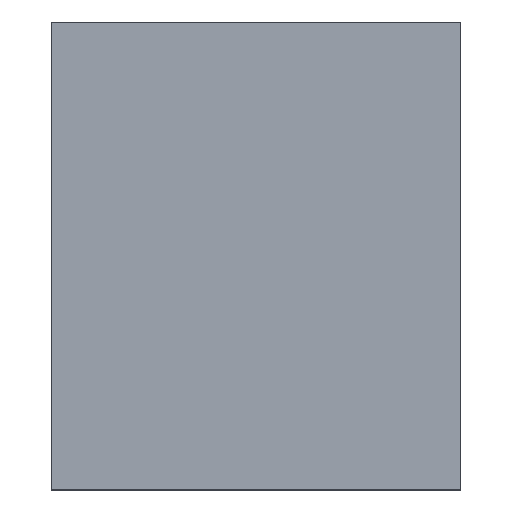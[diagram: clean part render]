
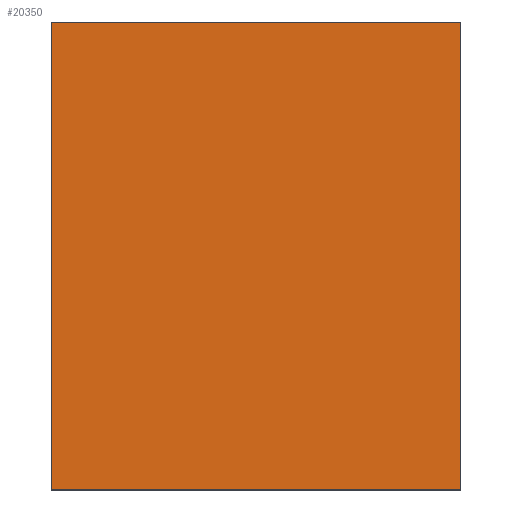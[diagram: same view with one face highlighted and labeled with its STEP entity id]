
A CAD part, top view. The second image highlights one B-rep face of the part: STEP entity #20350.
In plain terms, the highlighted planar face has unit normal (0, 0, 1).
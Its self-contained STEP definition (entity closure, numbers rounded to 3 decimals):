
#20036 = VERTEX_POINT('',#20037);
#20037 = CARTESIAN_POINT('',(-3.5,4.,0.787));
#20044 = PLANE('',#20045);
#20045 = AXIS2_PLACEMENT_3D('',#20046,#20047,#20048);
#20046 = CARTESIAN_POINT('',(-3.5,4.,0.));
#20047 = DIRECTION('',(0.,1.,0.));
#20048 = DIRECTION('',(1.,0.,0.));
#20056 = PLANE('',#20057);
#20057 = AXIS2_PLACEMENT_3D('',#20058,#20059,#20060);
#20058 = CARTESIAN_POINT('',(-3.5,-4.,0.));
#20059 = DIRECTION('',(-1.,0.,0.));
#20060 = DIRECTION('',(0.,1.,0.));
#20068 = EDGE_CURVE('',#20036,#20069,#20071,.T.);
#20069 = VERTEX_POINT('',#20070);
#20070 = CARTESIAN_POINT('',(3.5,4.,0.787));
#20071 = SURFACE_CURVE('',#20072,(#20076,#20083),.PCURVE_S1.);
#20072 = LINE('',#20073,#20074);
#20073 = CARTESIAN_POINT('',(-3.5,4.,0.787));
#20074 = VECTOR('',#20075,1.);
#20075 = DIRECTION('',(1.,0.,0.));
#20076 = PCURVE('',#20044,#20077);
#20077 = DEFINITIONAL_REPRESENTATION('',(#20078),#20082);
#20078 = LINE('',#20079,#20080);
#20079 = CARTESIAN_POINT('',(0.,-0.787));
#20080 = VECTOR('',#20081,1.);
#20081 = DIRECTION('',(1.,0.));
#20082 = ( GEOMETRIC_REPRESENTATION_CONTEXT(2) 
PARAMETRIC_REPRESENTATION_CONTEXT() REPRESENTATION_CONTEXT('2D SPACE',''
  ) );
#20083 = PCURVE('',#20084,#20089);
#20084 = PLANE('',#20085);
#20085 = AXIS2_PLACEMENT_3D('',#20086,#20087,#20088);
#20086 = CARTESIAN_POINT('',(0.,0.,0.787));
#20087 = DIRECTION('',(0.,0.,-1.));
#20088 = DIRECTION('',(-1.,0.,0.));
#20089 = DEFINITIONAL_REPRESENTATION('',(#20090),#20094);
#20090 = LINE('',#20091,#20092);
#20091 = CARTESIAN_POINT('',(3.5,4.));
#20092 = VECTOR('',#20093,1.);
#20093 = DIRECTION('',(-1.,0.));
#20094 = ( GEOMETRIC_REPRESENTATION_CONTEXT(2) 
PARAMETRIC_REPRESENTATION_CONTEXT() REPRESENTATION_CONTEXT('2D SPACE',''
  ) );
#20112 = PLANE('',#20113);
#20113 = AXIS2_PLACEMENT_3D('',#20114,#20115,#20116);
#20114 = CARTESIAN_POINT('',(3.5,4.,0.));
#20115 = DIRECTION('',(1.,0.,0.));
#20116 = DIRECTION('',(0.,-1.,0.));
#20154 = EDGE_CURVE('',#20069,#20155,#20157,.T.);
#20155 = VERTEX_POINT('',#20156);
#20156 = CARTESIAN_POINT('',(3.5,-4.,0.787));
#20157 = SURFACE_CURVE('',#20158,(#20162,#20169),.PCURVE_S1.);
#20158 = LINE('',#20159,#20160);
#20159 = CARTESIAN_POINT('',(3.5,4.,0.787));
#20160 = VECTOR('',#20161,1.);
#20161 = DIRECTION('',(0.,-1.,0.));
#20162 = PCURVE('',#20112,#20163);
#20163 = DEFINITIONAL_REPRESENTATION('',(#20164),#20168);
#20164 = LINE('',#20165,#20166);
#20165 = CARTESIAN_POINT('',(0.,-0.787));
#20166 = VECTOR('',#20167,1.);
#20167 = DIRECTION('',(1.,0.));
#20168 = ( GEOMETRIC_REPRESENTATION_CONTEXT(2) 
PARAMETRIC_REPRESENTATION_CONTEXT() REPRESENTATION_CONTEXT('2D SPACE',''
  ) );
#20169 = PCURVE('',#20084,#20170);
#20170 = DEFINITIONAL_REPRESENTATION('',(#20171),#20175);
#20171 = LINE('',#20172,#20173);
#20172 = CARTESIAN_POINT('',(-3.5,4.));
#20173 = VECTOR('',#20174,1.);
#20174 = DIRECTION('',(0.,-1.));
#20175 = ( GEOMETRIC_REPRESENTATION_CONTEXT(2) 
PARAMETRIC_REPRESENTATION_CONTEXT() REPRESENTATION_CONTEXT('2D SPACE',''
  ) );
#20193 = PLANE('',#20194);
#20194 = AXIS2_PLACEMENT_3D('',#20195,#20196,#20197);
#20195 = CARTESIAN_POINT('',(3.5,-4.,0.));
#20196 = DIRECTION('',(0.,-1.,0.));
#20197 = DIRECTION('',(-1.,0.,0.));
#20230 = EDGE_CURVE('',#20155,#20231,#20233,.T.);
#20231 = VERTEX_POINT('',#20232);
#20232 = CARTESIAN_POINT('',(-3.5,-4.,0.787));
#20233 = SURFACE_CURVE('',#20234,(#20238,#20245),.PCURVE_S1.);
#20234 = LINE('',#20235,#20236);
#20235 = CARTESIAN_POINT('',(3.5,-4.,0.787));
#20236 = VECTOR('',#20237,1.);
#20237 = DIRECTION('',(-1.,0.,0.));
#20238 = PCURVE('',#20193,#20239);
#20239 = DEFINITIONAL_REPRESENTATION('',(#20240),#20244);
#20240 = LINE('',#20241,#20242);
#20241 = CARTESIAN_POINT('',(0.,-0.787));
#20242 = VECTOR('',#20243,1.);
#20243 = DIRECTION('',(1.,0.));
#20244 = ( GEOMETRIC_REPRESENTATION_CONTEXT(2) 
PARAMETRIC_REPRESENTATION_CONTEXT() REPRESENTATION_CONTEXT('2D SPACE',''
  ) );
#20245 = PCURVE('',#20084,#20246);
#20246 = DEFINITIONAL_REPRESENTATION('',(#20247),#20251);
#20247 = LINE('',#20248,#20249);
#20248 = CARTESIAN_POINT('',(-3.5,-4.));
#20249 = VECTOR('',#20250,1.);
#20250 = DIRECTION('',(1.,0.));
#20251 = ( GEOMETRIC_REPRESENTATION_CONTEXT(2) 
PARAMETRIC_REPRESENTATION_CONTEXT() REPRESENTATION_CONTEXT('2D SPACE',''
  ) );
#20301 = EDGE_CURVE('',#20231,#20036,#20302,.T.);
#20302 = SURFACE_CURVE('',#20303,(#20307,#20314),.PCURVE_S1.);
#20303 = LINE('',#20304,#20305);
#20304 = CARTESIAN_POINT('',(-3.5,-4.,0.787));
#20305 = VECTOR('',#20306,1.);
#20306 = DIRECTION('',(0.,1.,0.));
#20307 = PCURVE('',#20056,#20308);
#20308 = DEFINITIONAL_REPRESENTATION('',(#20309),#20313);
#20309 = LINE('',#20310,#20311);
#20310 = CARTESIAN_POINT('',(0.,-0.787));
#20311 = VECTOR('',#20312,1.);
#20312 = DIRECTION('',(1.,0.));
#20313 = ( GEOMETRIC_REPRESENTATION_CONTEXT(2) 
PARAMETRIC_REPRESENTATION_CONTEXT() REPRESENTATION_CONTEXT('2D SPACE',''
  ) );
#20314 = PCURVE('',#20084,#20315);
#20315 = DEFINITIONAL_REPRESENTATION('',(#20316),#20320);
#20316 = LINE('',#20317,#20318);
#20317 = CARTESIAN_POINT('',(3.5,-4.));
#20318 = VECTOR('',#20319,1.);
#20319 = DIRECTION('',(0.,1.));
#20320 = ( GEOMETRIC_REPRESENTATION_CONTEXT(2) 
PARAMETRIC_REPRESENTATION_CONTEXT() REPRESENTATION_CONTEXT('2D SPACE',''
  ) );
#20350 = ADVANCED_FACE('',(#20351),#20084,.F.);
#20351 = FACE_BOUND('',#20352,.F.);
#20352 = EDGE_LOOP('',(#20353,#20354,#20355,#20356));
#20353 = ORIENTED_EDGE('',*,*,#20068,.T.);
#20354 = ORIENTED_EDGE('',*,*,#20154,.T.);
#20355 = ORIENTED_EDGE('',*,*,#20230,.T.);
#20356 = ORIENTED_EDGE('',*,*,#20301,.T.);
